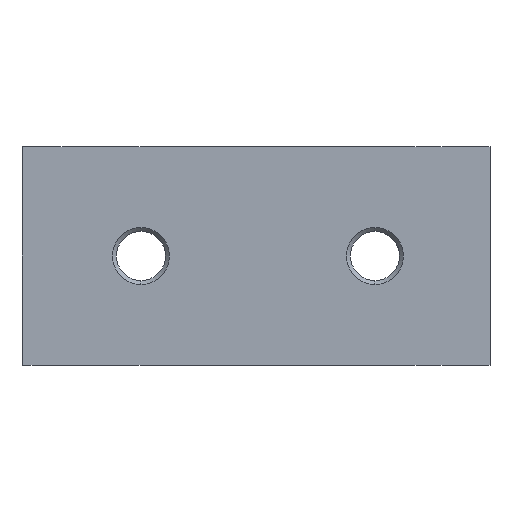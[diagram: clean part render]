
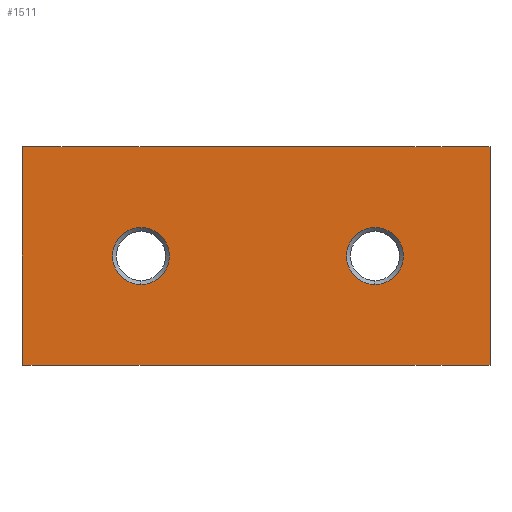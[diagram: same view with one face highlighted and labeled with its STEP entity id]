
A CAD part, front view. The second image highlights one B-rep face of the part: STEP entity #1511.
In plain terms, the highlighted planar face has unit normal (0, -1, 0).
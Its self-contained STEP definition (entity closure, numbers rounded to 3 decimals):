
#21 = CIRCLE ( 'NONE', #665, 3.65 ) ;
#57 = VERTEX_POINT ( 'NONE', #774 ) ;
#76 = EDGE_CURVE ( 'NONE', #1195, #703, #1772, .T. ) ;
#87 = DIRECTION ( 'NONE',  ( 0., 0., 1. ) ) ;
#108 = AXIS2_PLACEMENT_3D ( 'NONE', #670, #389, #1482 ) ;
#200 = VERTEX_POINT ( 'NONE', #246 ) ;
#246 = CARTESIAN_POINT ( 'NONE',  ( -14.75, 0., 17.625 ) ) ;
#389 = DIRECTION ( 'NONE',  ( 0., 1., 0. ) ) ;
#420 = ORIENTED_EDGE ( 'NONE', *, *, #76, .T. ) ;
#454 = DIRECTION ( 'NONE',  ( 0., 1., 0. ) ) ;
#460 = CARTESIAN_POINT ( 'NONE',  ( -44.75, 0., 13.975 ) ) ;
#463 = VECTOR ( 'NONE', #1666, 1000. ) ;
#470 = EDGE_CURVE ( 'NONE', #1394, #200, #21, .T. ) ;
#474 = ORIENTED_EDGE ( 'NONE', *, *, #1414, .T. ) ;
#489 = DIRECTION ( 'NONE',  ( 1., 0., 0. ) ) ;
#494 = DIRECTION ( 'NONE',  ( 0., 0., 1. ) ) ;
#538 = CARTESIAN_POINT ( 'NONE',  ( -44.75, 0., 10.325 ) ) ;
#542 = VERTEX_POINT ( 'NONE', #580 ) ;
#549 = EDGE_CURVE ( 'NONE', #542, #1291, #1189, .T. ) ;
#577 = VERTEX_POINT ( 'NONE', #1523 ) ;
#580 = CARTESIAN_POINT ( 'NONE',  ( -60., 0., 0. ) ) ;
#593 = ORIENTED_EDGE ( 'NONE', *, *, #1726, .F. ) ;
#598 = EDGE_CURVE ( 'NONE', #200, #1394, #603, .T. ) ;
#603 = CIRCLE ( 'NONE', #108, 3.65 ) ;
#615 = CARTESIAN_POINT ( 'NONE',  ( -60., 0., 0. ) ) ;
#628 = DIRECTION ( 'NONE',  ( 0., 1., 0. ) ) ;
#664 = DIRECTION ( 'NONE',  ( 0., 1., 0. ) ) ;
#665 = AXIS2_PLACEMENT_3D ( 'NONE', #1688, #628, #1561 ) ;
#670 = CARTESIAN_POINT ( 'NONE',  ( -14.75, 0., 13.975 ) ) ;
#671 = LINE ( 'NONE', #799, #744 ) ;
#679 = EDGE_CURVE ( 'NONE', #57, #1291, #1399, .T. ) ;
#703 = VERTEX_POINT ( 'NONE', #538 ) ;
#720 = ORIENTED_EDGE ( 'NONE', *, *, #1227, .T. ) ;
#744 = VECTOR ( 'NONE', #811, 1000. ) ;
#768 = ORIENTED_EDGE ( 'NONE', *, *, #549, .T. ) ;
#770 = CIRCLE ( 'NONE', #1808, 3.65 ) ;
#774 = CARTESIAN_POINT ( 'NONE',  ( 0., 0., 27.95 ) ) ;
#780 = FACE_OUTER_BOUND ( 'NONE', #1057, .T. ) ;
#793 = FACE_BOUND ( 'NONE', #1780, .T. ) ;
#799 = CARTESIAN_POINT ( 'NONE',  ( -60., 0., 27.95 ) ) ;
#804 = AXIS2_PLACEMENT_3D ( 'NONE', #460, #454, #87 ) ;
#811 = DIRECTION ( 'NONE',  ( 1., 0., 0. ) ) ;
#833 = EDGE_LOOP ( 'NONE', ( #1652, #1560 ) ) ;
#910 = DIRECTION ( 'NONE',  ( 0., 0., -1. ) ) ;
#930 = VECTOR ( 'NONE', #489, 1000. ) ;
#1057 = EDGE_LOOP ( 'NONE', ( #768, #1413, #593, #720 ) ) ;
#1101 = DIRECTION ( 'NONE',  ( 0., 1., 0. ) ) ;
#1140 = AXIS2_PLACEMENT_3D ( 'NONE', #1196, #1101, #1346 ) ;
#1189 = LINE ( 'NONE', #615, #930 ) ;
#1195 = VERTEX_POINT ( 'NONE', #1235 ) ;
#1196 = CARTESIAN_POINT ( 'NONE',  ( -60., 0., 27.95 ) ) ;
#1227 = EDGE_CURVE ( 'NONE', #577, #542, #1469, .T. ) ;
#1228 = PLANE ( 'NONE',  #1140 ) ;
#1235 = CARTESIAN_POINT ( 'NONE',  ( -44.75, 0., 17.625 ) ) ;
#1291 = VERTEX_POINT ( 'NONE', #1491 ) ;
#1346 = DIRECTION ( 'NONE',  ( 0., 0., 1. ) ) ;
#1368 = CARTESIAN_POINT ( 'NONE',  ( -44.75, 0., 13.975 ) ) ;
#1394 = VERTEX_POINT ( 'NONE', #1508 ) ;
#1399 = LINE ( 'NONE', #1545, #463 ) ;
#1413 = ORIENTED_EDGE ( 'NONE', *, *, #679, .F. ) ;
#1414 = EDGE_CURVE ( 'NONE', #703, #1195, #770, .T. ) ;
#1469 = LINE ( 'NONE', #1595, #1711 ) ;
#1482 = DIRECTION ( 'NONE',  ( 0., 0., 1. ) ) ;
#1487 = FACE_BOUND ( 'NONE', #833, .T. ) ;
#1491 = CARTESIAN_POINT ( 'NONE',  ( 0., 0., 0. ) ) ;
#1508 = CARTESIAN_POINT ( 'NONE',  ( -14.75, 0., 10.325 ) ) ;
#1511 = ADVANCED_FACE ( 'NONE', ( #1487, #793, #780 ), #1228, .F. ) ;
#1523 = CARTESIAN_POINT ( 'NONE',  ( -60., 0., 27.95 ) ) ;
#1545 = CARTESIAN_POINT ( 'NONE',  ( 0., 0., 27.95 ) ) ;
#1560 = ORIENTED_EDGE ( 'NONE', *, *, #598, .T. ) ;
#1561 = DIRECTION ( 'NONE',  ( 0., 0., 1. ) ) ;
#1595 = CARTESIAN_POINT ( 'NONE',  ( -60., 0., 27.95 ) ) ;
#1652 = ORIENTED_EDGE ( 'NONE', *, *, #470, .T. ) ;
#1666 = DIRECTION ( 'NONE',  ( 0., 0., -1. ) ) ;
#1688 = CARTESIAN_POINT ( 'NONE',  ( -14.75, 0., 13.975 ) ) ;
#1711 = VECTOR ( 'NONE', #910, 1000. ) ;
#1726 = EDGE_CURVE ( 'NONE', #577, #57, #671, .T. ) ;
#1772 = CIRCLE ( 'NONE', #804, 3.65 ) ;
#1780 = EDGE_LOOP ( 'NONE', ( #474, #420 ) ) ;
#1808 = AXIS2_PLACEMENT_3D ( 'NONE', #1368, #664, #494 ) ;
